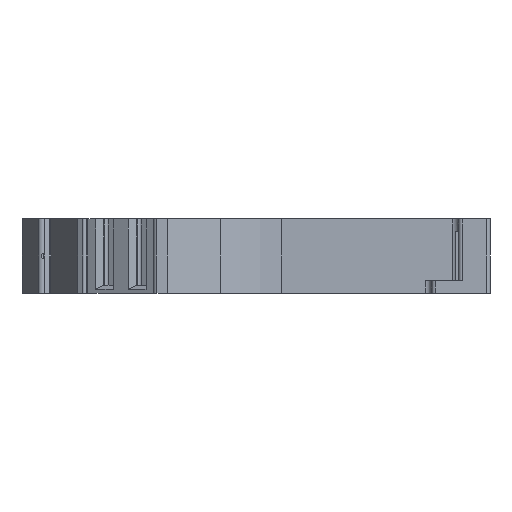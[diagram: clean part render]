
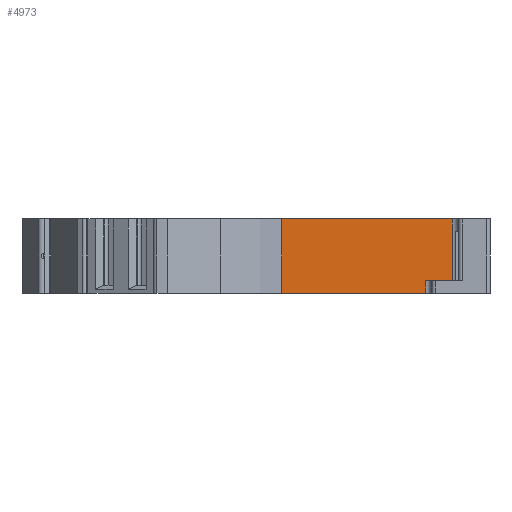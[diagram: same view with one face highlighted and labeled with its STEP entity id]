
A CAD part, left-side view. The second image highlights one B-rep face of the part: STEP entity #4973.
In plain terms, the highlighted planar face has unit normal (-1, 0, 0).
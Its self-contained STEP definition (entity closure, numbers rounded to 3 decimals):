
#62=DIRECTION('',(0.,-1.,0.));
#63=VECTOR('',#62,11.852);
#64=CARTESIAN_POINT('',(-25.65,-21.348,-3.05));
#65=LINE('',#64,#63);
#358=DIRECTION('',(0.,1.,0.));
#359=VECTOR('',#358,2.2);
#360=CARTESIAN_POINT('',(-25.65,-35.4,-2.05));
#361=LINE('',#360,#359);
#1515=DIRECTION('',(0.,-1.,0.));
#1516=VECTOR('',#1515,14.052);
#1517=CARTESIAN_POINT('',(-25.65,-21.348,3.05));
#1518=LINE('',#1517,#1516);
#1519=DIRECTION('',(0.,0.,-1.));
#1520=VECTOR('',#1519,5.1);
#1521=CARTESIAN_POINT('',(-25.65,-35.4,3.05));
#1522=LINE('',#1521,#1520);
#1523=DIRECTION('',(0.,0.,1.));
#1524=VECTOR('',#1523,6.1);
#1525=CARTESIAN_POINT('',(-25.65,-21.348,-3.05));
#1526=LINE('',#1525,#1524);
#1532=DIRECTION('',(0.,0.,1.));
#1533=VECTOR('',#1532,1.);
#1534=CARTESIAN_POINT('',(-25.65,-33.2,-3.05));
#1535=LINE('',#1534,#1533);
#2814=CARTESIAN_POINT('',(-25.65,-21.348,-3.05));
#2815=VERTEX_POINT('',#2814);
#2816=CARTESIAN_POINT('',(-25.65,-33.2,-3.05));
#2817=VERTEX_POINT('',#2816);
#2874=CARTESIAN_POINT('',(-25.65,-21.348,3.05));
#2875=VERTEX_POINT('',#2874);
#3032=CARTESIAN_POINT('',(-25.65,-35.4,3.05));
#3033=VERTEX_POINT('',#3032);
#3035=CARTESIAN_POINT('',(-25.65,-33.2,-2.05));
#3037=VERTEX_POINT('',#3035);
#3046=CARTESIAN_POINT('',(-25.65,-35.4,-2.05));
#3047=VERTEX_POINT('',#3046);
#4959=CARTESIAN_POINT('',(-25.65,-21.348,-3.05));
#4960=DIRECTION('',(-1.,0.,0.));
#4961=DIRECTION('',(0.,-1.,0.));
#4962=AXIS2_PLACEMENT_3D('',#4959,#4960,#4961);
#4963=PLANE('',#4962);
#4964=ORIENTED_EDGE('',*,*,#4195,.T.);
#4965=ORIENTED_EDGE('',*,*,#3893,.T.);
#4966=ORIENTED_EDGE('',*,*,#3918,.T.);
#4968=ORIENTED_EDGE('',*,*,#4967,.F.);
#4969=ORIENTED_EDGE('',*,*,#3669,.F.);
#4970=ORIENTED_EDGE('',*,*,#4954,.T.);
#4971=EDGE_LOOP('',(#4964,#4965,#4966,#4968,#4969,#4970));
#4972=FACE_OUTER_BOUND('',#4971,.F.);
#4973=ADVANCED_FACE('',(#4972),#4963,.T.);
#3669=EDGE_CURVE('',#2815,#2817,#65,.T.);
#3893=EDGE_CURVE('',#3033,#3047,#1522,.T.);
#3918=EDGE_CURVE('',#3047,#3037,#361,.T.);
#4195=EDGE_CURVE('',#2875,#3033,#1518,.T.);
#4954=EDGE_CURVE('',#2815,#2875,#1526,.T.);
#4967=EDGE_CURVE('',#2817,#3037,#1535,.T.);
